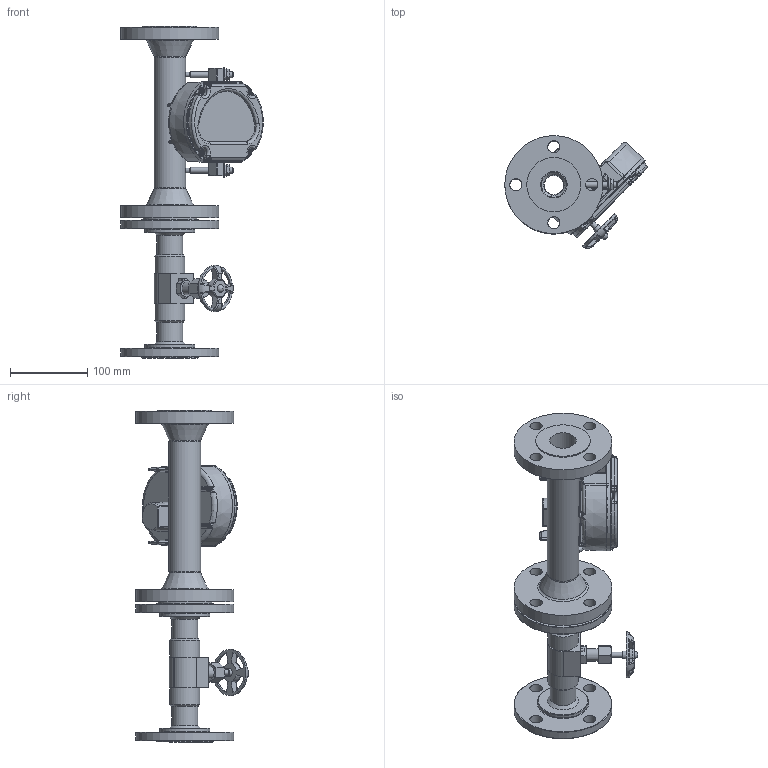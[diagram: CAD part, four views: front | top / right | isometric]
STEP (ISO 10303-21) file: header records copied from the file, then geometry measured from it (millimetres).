
FILE_DESCRIPTION(/* description */ (''),/* implementation_level */ '2;1');
FILE_NAME(/* name */ '3809G-B-10-F-1289-A-AB.stp',/* time_stamp */ '2018-01-05T11:02:06+01:00',/* author */ (''),/* organization */ (''),/* preprocessor_version */ 'ST-DEVELOPER v16',/* originating_system */ 'SIEMENS PLM Software NX 11.0',/* authorisation */ '');
FILE_SCHEMA (('AP203_CONFIGURATION_CONTROLLED_3D_DESIGN_OF_MECHANICAL_PARTS_AND_ASSEMBLIES_MIM_LF { 1 0 10303 403 2 1 2}'));
Products named in the file (1): 3809G-B-10-F-1289-A-AB
Bounding box: 184.41 x 145.6 x 430 mm (x, y, z)
Volume: 1403067.9 mm3; surface area: 322335.4 mm2
Topology: 26 solids, 26 shells, 995 faces, 2369 edges, 1387 vertices
Faces by surface type: cylinder 287, plane 235, torus 180, cone 129, bspline 125, sphere 39
Full cylindrical faces by diameter (mm): 3 x1, 4.597 x4, 4.699 x4, 6 x2, 6.858 x2, 7 x1, 7.9 x2, 8.738 x2, 9.271 x4, 10 x1, 15.9 x16, 16.5 x1, 17.475 x2, 26.64 x2, 29.06 x1, 32.46 x1, 32.7 x4, 33.401 x4, 33.7 x2, 34.5 x2, 39 x2, 41 x3, 60 x1, 65.1 x2, 70.3 x2, 73 x2, 127 x4
Entity records: 43112 total; most frequent: CARTESIAN_POINT 20395, DIRECTION 4765, ORIENTED_EDGE 4278, EDGE_CURVE 2139, AXIS2_PLACEMENT_3D 2052, VERTEX_POINT 1347, EDGE_LOOP 1226, CIRCLE 1083
